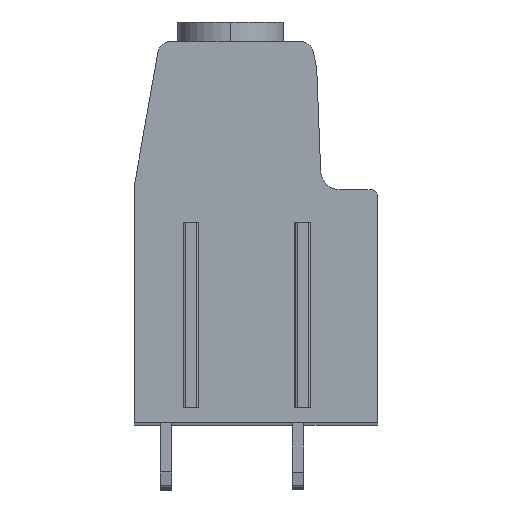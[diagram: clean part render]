
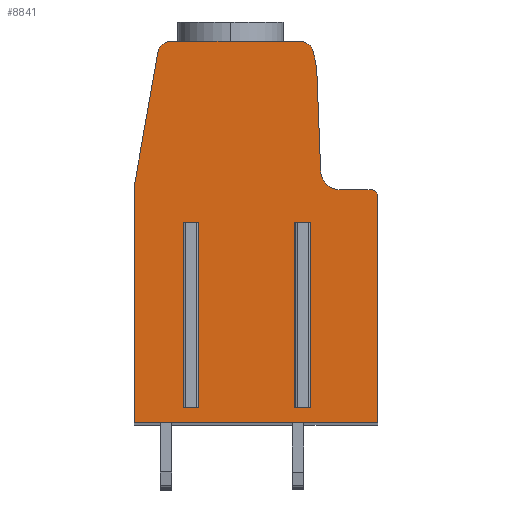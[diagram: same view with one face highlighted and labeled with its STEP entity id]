
A CAD part, top view. The second image highlights one B-rep face of the part: STEP entity #8841.
In plain terms, the highlighted planar face has unit normal (0, 0, 1).
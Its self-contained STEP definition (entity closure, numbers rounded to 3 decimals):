
#1232=CARTESIAN_POINT('',(3.429,13.65,5.08));
#1233=DIRECTION('',(0.,0.,1.));
#1234=DIRECTION('',(0.978,0.208,0.));
#1235=AXIS2_PLACEMENT_3D('',#1232,#1233,#1234);
#1237=DIRECTION('',(-0.208,0.978,0.));
#1238=VECTOR('',#1237,0.978);
#1239=CARTESIAN_POINT('',(4.611,12.902,5.08));
#1240=LINE('',#1239,#1238);
#1241=CARTESIAN_POINT('',(1.676,12.278,5.08));
#1242=DIRECTION('',(0.,0.,1.));
#1243=DIRECTION('',(0.999,0.038,0.));
#1244=AXIS2_PLACEMENT_3D('',#1241,#1242,#1243);
#1246=DIRECTION('',(-0.038,0.999,0.));
#1247=VECTOR('',#1246,7.706);
#1248=CARTESIAN_POINT('',(4.97,4.692,5.08));
#1249=LINE('',#1248,#1247);
#1250=CARTESIAN_POINT('',(6.469,4.75,5.08));
#1251=DIRECTION('',(0.,0.,-1.));
#1252=DIRECTION('',(0.,-1.,0.));
#1253=AXIS2_PLACEMENT_3D('',#1250,#1251,#1252);
#1255=DIRECTION('',(-1.,0.,0.));
#1256=VECTOR('',#1255,2.381);
#1257=CARTESIAN_POINT('',(8.85,3.25,5.08));
#1258=LINE('',#1257,#1256);
#1259=CARTESIAN_POINT('',(8.85,2.75,5.08));
#1260=DIRECTION('',(0.,0.,1.));
#1261=DIRECTION('',(1.,0.,0.));
#1262=AXIS2_PLACEMENT_3D('',#1259,#1260,#1261);
#1264=DIRECTION('',(0.,1.,0.));
#1265=VECTOR('',#1264,17.4);
#1266=CARTESIAN_POINT('',(9.35,-14.65,5.08));
#1267=LINE('',#1266,#1265);
#1268=DIRECTION('',(1.,0.,0.));
#1269=VECTOR('',#1268,18.7);
#1270=CARTESIAN_POINT('',(-9.35,-14.65,5.08));
#1271=LINE('',#1270,#1269);
#1272=DIRECTION('',(0.,-1.,0.));
#1273=VECTOR('',#1272,18.25);
#1274=CARTESIAN_POINT('',(-9.35,3.6,5.08));
#1275=LINE('',#1274,#1273);
#1276=DIRECTION('',(-0.174,-0.985,0.));
#1277=VECTOR('',#1276,10.381);
#1278=CARTESIAN_POINT('',(-7.547,13.824,5.08));
#1279=LINE('',#1278,#1277);
#1280=CARTESIAN_POINT('',(-6.562,13.65,5.08));
#1281=DIRECTION('',(0.,0.,1.));
#1282=DIRECTION('',(0.,1.,0.));
#1283=AXIS2_PLACEMENT_3D('',#1280,#1281,#1282);
#1285=DIRECTION('',(-1.,0.,0.));
#1286=VECTOR('',#1285,9.992);
#1287=CARTESIAN_POINT('',(3.429,14.65,5.08));
#1288=LINE('',#1287,#1286);
#1289=DIRECTION('',(1.,0.,0.));
#1290=VECTOR('',#1289,0.65);
#1291=CARTESIAN_POINT('',(-5.325,0.75,5.08));
#1292=LINE('',#1291,#1290);
#1293=DIRECTION('',(0.,1.,0.));
#1294=VECTOR('',#1293,14.25);
#1295=CARTESIAN_POINT('',(-5.325,-13.5,5.08));
#1296=LINE('',#1295,#1294);
#1297=DIRECTION('',(1.,0.,0.));
#1298=VECTOR('',#1297,0.65);
#1299=CARTESIAN_POINT('',(-5.325,-13.5,5.08));
#1300=LINE('',#1299,#1298);
#1301=DIRECTION('',(0.,1.,0.));
#1302=VECTOR('',#1301,14.25);
#1303=CARTESIAN_POINT('',(-4.675,-13.5,5.08));
#1304=LINE('',#1303,#1302);
#1305=DIRECTION('',(1.,0.,0.));
#1306=VECTOR('',#1305,0.65);
#1307=CARTESIAN_POINT('',(3.275,0.75,5.08));
#1308=LINE('',#1307,#1306);
#1309=DIRECTION('',(0.,1.,0.));
#1310=VECTOR('',#1309,14.25);
#1311=CARTESIAN_POINT('',(3.275,-13.5,5.08));
#1312=LINE('',#1311,#1310);
#1313=DIRECTION('',(1.,0.,0.));
#1314=VECTOR('',#1313,0.65);
#1315=CARTESIAN_POINT('',(3.275,-13.5,5.08));
#1316=LINE('',#1315,#1314);
#1317=DIRECTION('',(0.,1.,0.));
#1318=VECTOR('',#1317,14.25);
#1319=CARTESIAN_POINT('',(3.925,-13.5,5.08));
#1320=LINE('',#1319,#1318);
#5923=CARTESIAN_POINT('',(-6.562,14.65,5.08));
#5924=CARTESIAN_POINT('',(-7.547,13.824,5.08));
#5925=VERTEX_POINT('',#5923);
#5926=VERTEX_POINT('',#5924);
#5927=CARTESIAN_POINT('',(-9.35,3.6,5.08));
#5928=VERTEX_POINT('',#5927);
#5929=CARTESIAN_POINT('',(-9.35,-14.65,5.08));
#5930=VERTEX_POINT('',#5929);
#5931=CARTESIAN_POINT('',(9.35,-14.65,5.08));
#5932=VERTEX_POINT('',#5931);
#5933=CARTESIAN_POINT('',(6.469,3.25,5.08));
#5934=CARTESIAN_POINT('',(4.97,4.692,5.08));
#5935=VERTEX_POINT('',#5933);
#5936=VERTEX_POINT('',#5934);
#5943=CARTESIAN_POINT('',(4.408,13.858,5.08));
#5944=VERTEX_POINT('',#5943);
#5945=CARTESIAN_POINT('',(3.429,14.65,5.08));
#5946=VERTEX_POINT('',#5945);
#5951=CARTESIAN_POINT('',(4.674,12.393,5.08));
#5952=VERTEX_POINT('',#5951);
#5953=CARTESIAN_POINT('',(4.611,12.902,5.08));
#5954=VERTEX_POINT('',#5953);
#5959=CARTESIAN_POINT('',(9.35,2.75,5.08));
#5960=VERTEX_POINT('',#5959);
#5961=CARTESIAN_POINT('',(8.85,3.25,5.08));
#5962=VERTEX_POINT('',#5961);
#6043=CARTESIAN_POINT('',(-5.325,0.75,5.08));
#6044=CARTESIAN_POINT('',(-4.675,0.75,5.08));
#6045=VERTEX_POINT('',#6043);
#6046=VERTEX_POINT('',#6044);
#6047=CARTESIAN_POINT('',(3.275,0.75,5.08));
#6048=CARTESIAN_POINT('',(3.925,0.75,5.08));
#6049=VERTEX_POINT('',#6047);
#6050=VERTEX_POINT('',#6048);
#6051=CARTESIAN_POINT('',(3.925,-13.5,5.08));
#6052=VERTEX_POINT('',#6051);
#6053=CARTESIAN_POINT('',(3.275,-13.5,5.08));
#6054=VERTEX_POINT('',#6053);
#6055=CARTESIAN_POINT('',(-4.675,-13.5,5.08));
#6056=VERTEX_POINT('',#6055);
#6057=CARTESIAN_POINT('',(-5.325,-13.5,5.08));
#6058=VERTEX_POINT('',#6057);
#8801=CARTESIAN_POINT('',(0.,0.,5.08));
#8802=DIRECTION('',(0.,0.,1.));
#8803=DIRECTION('',(1.,0.,0.));
#8804=AXIS2_PLACEMENT_3D('',#8801,#8802,#8803);
#8805=PLANE('',#8804);
#8806=ORIENTED_EDGE('',*,*,#8434,.F.);
#8807=ORIENTED_EDGE('',*,*,#8449,.F.);
#8808=ORIENTED_EDGE('',*,*,#8462,.F.);
#8809=ORIENTED_EDGE('',*,*,#8477,.F.);
#8810=ORIENTED_EDGE('',*,*,#8490,.F.);
#8811=ORIENTED_EDGE('',*,*,#8503,.F.);
#8812=ORIENTED_EDGE('',*,*,#8518,.F.);
#8813=ORIENTED_EDGE('',*,*,#8532,.F.);
#8814=ORIENTED_EDGE('',*,*,#7935,.F.);
#8815=ORIENTED_EDGE('',*,*,#8312,.F.);
#8816=ORIENTED_EDGE('',*,*,#8326,.F.);
#8817=ORIENTED_EDGE('',*,*,#8340,.F.);
#8818=ORIENTED_EDGE('',*,*,#8353,.F.);
#8819=EDGE_LOOP('',(#8806,#8807,#8808,#8809,#8810,#8811,#8812,#8813,#8814,#8815,
#8816,#8817,#8818));
#8820=FACE_OUTER_BOUND('',#8819,.F.);
#8822=ORIENTED_EDGE('',*,*,#8821,.F.);
#8824=ORIENTED_EDGE('',*,*,#8823,.F.);
#8826=ORIENTED_EDGE('',*,*,#8825,.T.);
#8828=ORIENTED_EDGE('',*,*,#8827,.T.);
#8829=EDGE_LOOP('',(#8822,#8824,#8826,#8828));
#8830=FACE_BOUND('',#8829,.F.);
#8832=ORIENTED_EDGE('',*,*,#8831,.F.);
#8834=ORIENTED_EDGE('',*,*,#8833,.F.);
#8836=ORIENTED_EDGE('',*,*,#8835,.T.);
#8838=ORIENTED_EDGE('',*,*,#8837,.T.);
#8839=EDGE_LOOP('',(#8832,#8834,#8836,#8838));
#8840=FACE_BOUND('',#8839,.F.);
#1236=CIRCLE('',#1235,1.);
#1245=CIRCLE('',#1244,3.);
#1254=CIRCLE('',#1253,1.5);
#1263=CIRCLE('',#1262,0.5);
#1284=CIRCLE('',#1283,1.);
#7935=EDGE_CURVE('',#5930,#5932,#1271,.T.);
#8312=EDGE_CURVE('',#5928,#5930,#1275,.T.);
#8326=EDGE_CURVE('',#5926,#5928,#1279,.T.);
#8340=EDGE_CURVE('',#5925,#5926,#1284,.T.);
#8353=EDGE_CURVE('',#5946,#5925,#1288,.T.);
#8434=EDGE_CURVE('',#5944,#5946,#1236,.T.);
#8449=EDGE_CURVE('',#5954,#5944,#1240,.T.);
#8462=EDGE_CURVE('',#5952,#5954,#1245,.T.);
#8477=EDGE_CURVE('',#5936,#5952,#1249,.T.);
#8490=EDGE_CURVE('',#5935,#5936,#1254,.T.);
#8503=EDGE_CURVE('',#5962,#5935,#1258,.T.);
#8518=EDGE_CURVE('',#5960,#5962,#1263,.T.);
#8532=EDGE_CURVE('',#5932,#5960,#1267,.T.);
#8821=EDGE_CURVE('',#6045,#6046,#1292,.T.);
#8823=EDGE_CURVE('',#6058,#6045,#1296,.T.);
#8825=EDGE_CURVE('',#6058,#6056,#1300,.T.);
#8827=EDGE_CURVE('',#6056,#6046,#1304,.T.);
#8831=EDGE_CURVE('',#6049,#6050,#1308,.T.);
#8833=EDGE_CURVE('',#6054,#6049,#1312,.T.);
#8835=EDGE_CURVE('',#6054,#6052,#1316,.T.);
#8837=EDGE_CURVE('',#6052,#6050,#1320,.T.);
#8841=ADVANCED_FACE('',(#8820,#8830,#8840),#8805,.T.);
